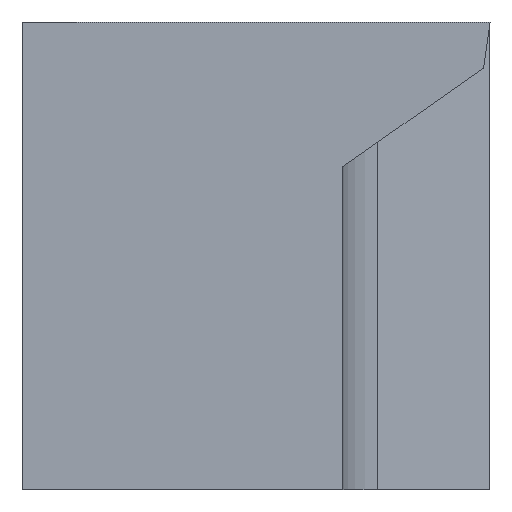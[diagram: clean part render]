
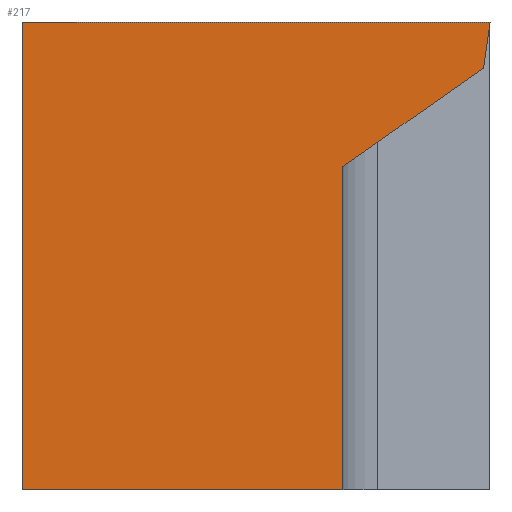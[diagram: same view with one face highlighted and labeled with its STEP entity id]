
A CAD part, left-side view. The second image highlights one B-rep face of the part: STEP entity #217.
In plain terms, the highlighted planar face has unit normal (-1, 0, 0).
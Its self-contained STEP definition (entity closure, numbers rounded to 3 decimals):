
#3 = VERTEX_POINT ( 'NONE', #265 ) ;
#13 = EDGE_CURVE ( 'NONE', #173, #399, #118, .T. ) ;
#15 = ORIENTED_EDGE ( 'NONE', *, *, #337, .T. ) ;
#17 = VECTOR ( 'NONE', #371, 1000. ) ;
#43 = DIRECTION ( 'NONE',  ( 0., 1., 0. ) ) ;
#54 = CARTESIAN_POINT ( 'NONE',  ( 0., 25., -15.875 ) ) ;
#65 = DIRECTION ( 'NONE',  ( 0., -1., 0. ) ) ;
#70 = CARTESIAN_POINT ( 'NONE',  ( 0., 0., 0. ) ) ;
#94 = LINE ( 'NONE', #159, #316 ) ;
#103 = CARTESIAN_POINT ( 'NONE',  ( 0., 5., -4.912 ) ) ;
#105 = ORIENTED_EDGE ( 'NONE', *, *, #321, .F. ) ;
#106 = LINE ( 'NONE', #274, #172 ) ;
#118 = LINE ( 'NONE', #308, #312 ) ;
#119 = CARTESIAN_POINT ( 'NONE',  ( 0., 15.875, -15.875 ) ) ;
#126 = CARTESIAN_POINT ( 'NONE',  ( 0., 0.22, -1.565 ) ) ;
#127 = VERTEX_POINT ( 'NONE', #228 ) ;
#136 = VECTOR ( 'NONE', #370, 1000. ) ;
#159 = CARTESIAN_POINT ( 'NONE',  ( 0., 0., 0. ) ) ;
#161 = AXIS2_PLACEMENT_3D ( 'NONE', #224, #277, #280 ) ;
#165 = VERTEX_POINT ( 'NONE', #70 ) ;
#172 = VECTOR ( 'NONE', #43, 1000. ) ;
#173 = VERTEX_POINT ( 'NONE', #190 ) ;
#186 = VERTEX_POINT ( 'NONE', #200 ) ;
#190 = CARTESIAN_POINT ( 'NONE',  ( 0., 5., -15.875 ) ) ;
#197 = VECTOR ( 'NONE', #65, 1000. ) ;
#200 = CARTESIAN_POINT ( 'NONE',  ( 0., 15.875, -15.875 ) ) ;
#208 = LINE ( 'NONE', #54, #197 ) ;
#213 = LINE ( 'NONE', #126, #136 ) ;
#217 = ADVANCED_FACE ( 'NONE', ( #295 ), #396, .F. ) ;
#224 = CARTESIAN_POINT ( 'NONE',  ( 0., 7.5, -3. ) ) ;
#228 = CARTESIAN_POINT ( 'NONE',  ( 0., 15.875, 0. ) ) ;
#247 = EDGE_CURVE ( 'NONE', #399, #3, #213, .T. ) ;
#256 = ORIENTED_EDGE ( 'NONE', *, *, #368, .T. ) ;
#265 = CARTESIAN_POINT ( 'NONE',  ( 0., 0.22, -1.565 ) ) ;
#274 = CARTESIAN_POINT ( 'NONE',  ( 0., 8.446, 0. ) ) ;
#277 = DIRECTION ( 'NONE',  ( 1., 0., 0. ) ) ;
#280 = DIRECTION ( 'NONE',  ( 0., -1., 0. ) ) ;
#292 = EDGE_CURVE ( 'NONE', #186, #173, #208, .T. ) ;
#295 = FACE_OUTER_BOUND ( 'NONE', #340, .T. ) ;
#308 = CARTESIAN_POINT ( 'NONE',  ( 0., 5., -15.875 ) ) ;
#312 = VECTOR ( 'NONE', #322, 1000. ) ;
#316 = VECTOR ( 'NONE', #343, 1000. ) ;
#321 = EDGE_CURVE ( 'NONE', #186, #127, #335, .T. ) ;
#322 = DIRECTION ( 'NONE',  ( 0., 0., 1. ) ) ;
#335 = LINE ( 'NONE', #119, #17 ) ;
#337 = EDGE_CURVE ( 'NONE', #165, #127, #106, .T. ) ;
#340 = EDGE_LOOP ( 'NONE', ( #15, #105, #360, #401, #357, #256 ) ) ;
#343 = DIRECTION ( 'NONE',  ( 0., -0.139, 0.99 ) ) ;
#357 = ORIENTED_EDGE ( 'NONE', *, *, #247, .T. ) ;
#360 = ORIENTED_EDGE ( 'NONE', *, *, #292, .T. ) ;
#368 = EDGE_CURVE ( 'NONE', #3, #165, #94, .T. ) ;
#370 = DIRECTION ( 'NONE',  ( 0., -0.819, 0.574 ) ) ;
#371 = DIRECTION ( 'NONE',  ( 0., 0., 1. ) ) ;
#396 = PLANE ( 'NONE',  #161 ) ;
#399 = VERTEX_POINT ( 'NONE', #103 ) ;
#401 = ORIENTED_EDGE ( 'NONE', *, *, #13, .T. ) ;
